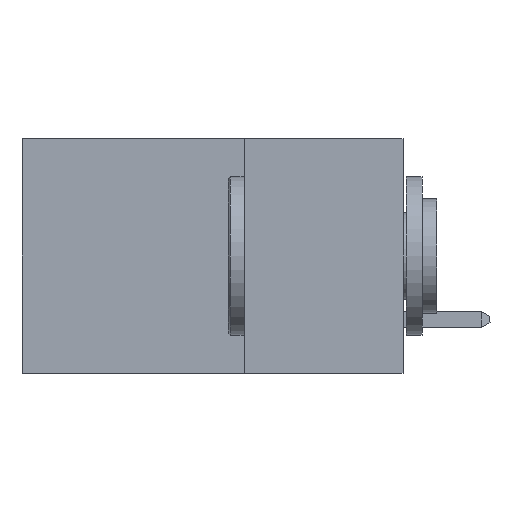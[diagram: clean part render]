
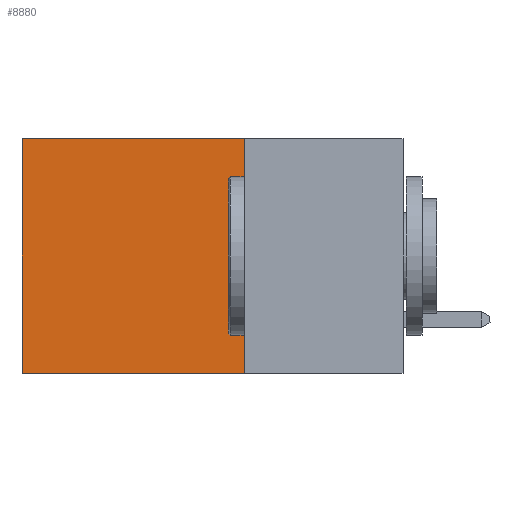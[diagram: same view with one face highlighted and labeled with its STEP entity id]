
A CAD part, left-side view. The second image highlights one B-rep face of the part: STEP entity #8880.
In plain terms, the highlighted planar face has unit normal (-1, 0, 0).
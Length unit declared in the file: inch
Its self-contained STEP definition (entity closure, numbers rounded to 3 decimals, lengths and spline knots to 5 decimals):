
#219 = VERTEX_POINT ( 'NONE', #9870 ) ;
#409 = VECTOR ( 'NONE', #2713, 39.37008 ) ;
#984 = LINE ( 'NONE', #1789, #1283 ) ;
#1283 = VECTOR ( 'NONE', #1746, 39.37008 ) ;
#1746 = DIRECTION ( 'NONE',  ( 0., 1., 0. ) ) ;
#1775 = VECTOR ( 'NONE', #4740, 39.37008 ) ;
#1789 = CARTESIAN_POINT ( 'NONE',  ( 0.2875, 0.25, 0. ) ) ;
#1809 = CARTESIAN_POINT ( 'NONE',  ( 0.2875, 0.25, 0. ) ) ;
#1849 = EDGE_CURVE ( 'NONE', #7554, #8817, #984, .T. ) ;
#1950 = VECTOR ( 'NONE', #8541, 39.37008 ) ;
#2026 = ORIENTED_EDGE ( 'NONE', *, *, #1849, .T. ) ;
#2455 = EDGE_CURVE ( 'NONE', #8817, #6680, #6358, .T. ) ;
#2713 = DIRECTION ( 'NONE',  ( 0., 1., 0. ) ) ;
#2793 = CARTESIAN_POINT ( 'NONE',  ( 0.2875, 0.25, -0.37 ) ) ;
#2903 = LINE ( 'NONE', #2793, #409 ) ;
#3121 = EDGE_CURVE ( 'NONE', #7554, #219, #4113, .T. ) ;
#3494 = EDGE_CURVE ( 'NONE', #219, #6680, #2903, .T. ) ;
#3639 = CARTESIAN_POINT ( 'NONE',  ( 0.2875, 0.25, 0. ) ) ;
#4113 = LINE ( 'NONE', #4719, #1775 ) ;
#4719 = CARTESIAN_POINT ( 'NONE',  ( 0.2875, 0.25, 0. ) ) ;
#4740 = DIRECTION ( 'NONE',  ( 0., 0., -1. ) ) ;
#4988 = CARTESIAN_POINT ( 'NONE',  ( 0.2875, 0.6, -0.37 ) ) ;
#5266 = DIRECTION ( 'NONE',  ( 1., 0., 0. ) ) ;
#5382 = ORIENTED_EDGE ( 'NONE', *, *, #3494, .F. ) ;
#5510 = ORIENTED_EDGE ( 'NONE', *, *, #2455, .T. ) ;
#6358 = LINE ( 'NONE', #8565, #1950 ) ;
#6680 = VERTEX_POINT ( 'NONE', #4988 ) ;
#7163 = ORIENTED_EDGE ( 'NONE', *, *, #3121, .F. ) ;
#7554 = VERTEX_POINT ( 'NONE', #1809 ) ;
#8108 = FACE_OUTER_BOUND ( 'NONE', #9677, .T. ) ;
#8143 = AXIS2_PLACEMENT_3D ( 'NONE', #3639, #5266, #10654 ) ;
#8389 = CARTESIAN_POINT ( 'NONE',  ( 0.2875, 0.6, 0. ) ) ;
#8541 = DIRECTION ( 'NONE',  ( 0., 0., -1. ) ) ;
#8565 = CARTESIAN_POINT ( 'NONE',  ( 0.2875, 0.6, 0. ) ) ;
#8817 = VERTEX_POINT ( 'NONE', #8389 ) ;
#8880 = ADVANCED_FACE ( 'NONE', ( #8108 ), #9938, .F. ) ;
#9677 = EDGE_LOOP ( 'NONE', ( #5510, #5382, #7163, #2026 ) ) ;
#9870 = CARTESIAN_POINT ( 'NONE',  ( 0.2875, 0.25, -0.37 ) ) ;
#9938 = PLANE ( 'NONE',  #8143 ) ;
#10654 = DIRECTION ( 'NONE',  ( 0., 0., -1. ) ) ;
